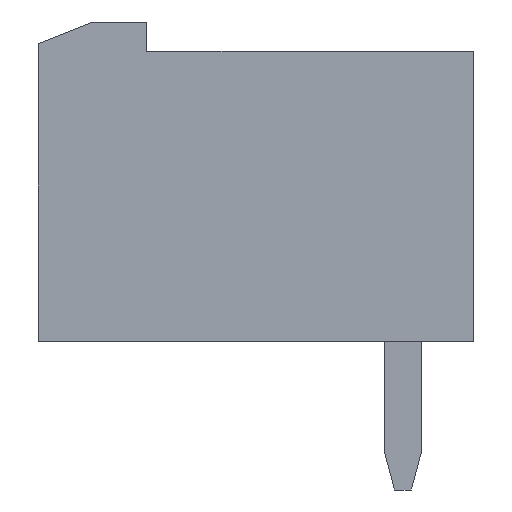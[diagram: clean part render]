
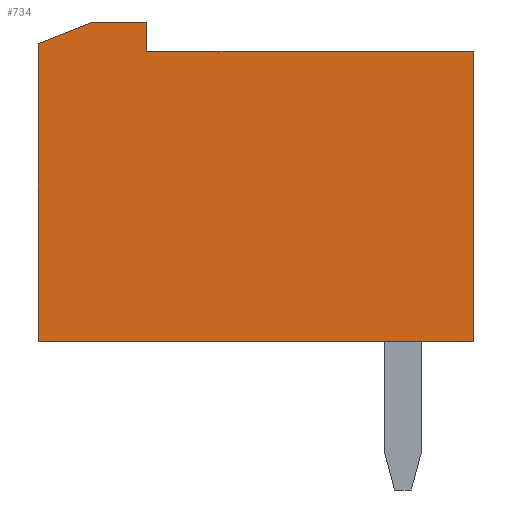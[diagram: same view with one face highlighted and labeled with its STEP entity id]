
A CAD part, left-side view. The second image highlights one B-rep face of the part: STEP entity #734.
In plain terms, the highlighted planar face has unit normal (-1, 0, 0).
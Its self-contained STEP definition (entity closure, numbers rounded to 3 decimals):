
#41 = EDGE_CURVE ( 'NONE', #1477, #9751, #17025, .T. ) ;
#334 = AXIS2_PLACEMENT_3D ( 'NONE', #17165, #5407, #10158 ) ;
#560 = PLANE ( 'NONE',  #334 ) ;
#673 = CARTESIAN_POINT ( 'NONE',  ( -0.5, 10.5, 0.8 ) ) ;
#734 = ADVANCED_FACE ( 'NONE', ( #4835 ), #560, .T. ) ;
#952 = VECTOR ( 'NONE', #13944, 1000. ) ;
#1119 = LINE ( 'NONE', #4094, #11327 ) ;
#1219 = CARTESIAN_POINT ( 'NONE',  ( -0.5, 0., 0. ) ) ;
#1320 = CARTESIAN_POINT ( 'NONE',  ( -0.5, 12., -8. ) ) ;
#1477 = VERTEX_POINT ( 'NONE', #1219 ) ;
#2696 = DIRECTION ( 'NONE',  ( 0., -1., 0. ) ) ;
#3049 = ORIENTED_EDGE ( 'NONE', *, *, #12245, .T. ) ;
#3504 = DIRECTION ( 'NONE',  ( 0., 1., 0. ) ) ;
#3652 = EDGE_CURVE ( 'NONE', #16394, #13338, #15143, .T. ) ;
#3763 = ORIENTED_EDGE ( 'NONE', *, *, #11170, .T. ) ;
#3939 = ORIENTED_EDGE ( 'NONE', *, *, #3652, .T. ) ;
#4094 = CARTESIAN_POINT ( 'NONE',  ( -0.5, 9.01, 0. ) ) ;
#4182 = LINE ( 'NONE', #13447, #14422 ) ;
#4501 = VERTEX_POINT ( 'NONE', #8089 ) ;
#4563 = CARTESIAN_POINT ( 'NONE',  ( -0.5, 0., -8. ) ) ;
#4835 = FACE_OUTER_BOUND ( 'NONE', #8716, .T. ) ;
#5407 = DIRECTION ( 'NONE',  ( -1., 0., 0. ) ) ;
#5934 = VECTOR ( 'NONE', #3504, 1000. ) ;
#6037 = EDGE_CURVE ( 'NONE', #9751, #9954, #1119, .T. ) ;
#6615 = VECTOR ( 'NONE', #2696, 1000. ) ;
#7297 = ORIENTED_EDGE ( 'NONE', *, *, #9636, .T. ) ;
#7658 = DIRECTION ( 'NONE',  ( 0., 0., -1. ) ) ;
#8020 = VERTEX_POINT ( 'NONE', #14722 ) ;
#8056 = VECTOR ( 'NONE', #11321, 1000. ) ;
#8089 = CARTESIAN_POINT ( 'NONE',  ( -0.5, 0., -8. ) ) ;
#8716 = EDGE_LOOP ( 'NONE', ( #3049, #10235, #7297, #8737, #8757, #3763, #3939 ) ) ;
#8737 = ORIENTED_EDGE ( 'NONE', *, *, #41, .T. ) ;
#8757 = ORIENTED_EDGE ( 'NONE', *, *, #6037, .T. ) ;
#8809 = CARTESIAN_POINT ( 'NONE',  ( -0.5, 9.01, 0. ) ) ;
#9497 = DIRECTION ( 'NONE',  ( 0., 0., 1. ) ) ;
#9636 = EDGE_CURVE ( 'NONE', #4501, #1477, #11580, .T. ) ;
#9751 = VERTEX_POINT ( 'NONE', #8809 ) ;
#9954 = VERTEX_POINT ( 'NONE', #11904 ) ;
#10157 = LINE ( 'NONE', #1320, #6615 ) ;
#10158 = DIRECTION ( 'NONE',  ( 0., 0., 1. ) ) ;
#10235 = ORIENTED_EDGE ( 'NONE', *, *, #15703, .T. ) ;
#11170 = EDGE_CURVE ( 'NONE', #9954, #16394, #4182, .T. ) ;
#11321 = DIRECTION ( 'NONE',  ( 0., 0.928, -0.371 ) ) ;
#11327 = VECTOR ( 'NONE', #9497, 1000. ) ;
#11580 = LINE ( 'NONE', #4563, #952 ) ;
#11695 = CARTESIAN_POINT ( 'NONE',  ( -0.5, 12., -6.5 ) ) ;
#11904 = CARTESIAN_POINT ( 'NONE',  ( -0.5, 9.01, 0.8 ) ) ;
#12189 = CARTESIAN_POINT ( 'NONE',  ( -0.5, 10.5, 0.8 ) ) ;
#12245 = EDGE_CURVE ( 'NONE', #13338, #8020, #13788, .T. ) ;
#13338 = VERTEX_POINT ( 'NONE', #14446 ) ;
#13447 = CARTESIAN_POINT ( 'NONE',  ( -0.5, 9.01, 0.8 ) ) ;
#13788 = LINE ( 'NONE', #11695, #16491 ) ;
#13944 = DIRECTION ( 'NONE',  ( 0., 0., 1. ) ) ;
#14422 = VECTOR ( 'NONE', #14784, 1000. ) ;
#14446 = CARTESIAN_POINT ( 'NONE',  ( -0.5, 12., 0.2 ) ) ;
#14722 = CARTESIAN_POINT ( 'NONE',  ( -0.5, 12., -8. ) ) ;
#14784 = DIRECTION ( 'NONE',  ( 0., 1., 0. ) ) ;
#15143 = LINE ( 'NONE', #673, #8056 ) ;
#15703 = EDGE_CURVE ( 'NONE', #8020, #4501, #10157, .T. ) ;
#16365 = CARTESIAN_POINT ( 'NONE',  ( -0.5, 0., 0. ) ) ;
#16394 = VERTEX_POINT ( 'NONE', #12189 ) ;
#16491 = VECTOR ( 'NONE', #7658, 1000. ) ;
#17025 = LINE ( 'NONE', #16365, #5934 ) ;
#17165 = CARTESIAN_POINT ( 'NONE',  ( -0.5, 0., 0. ) ) ;
